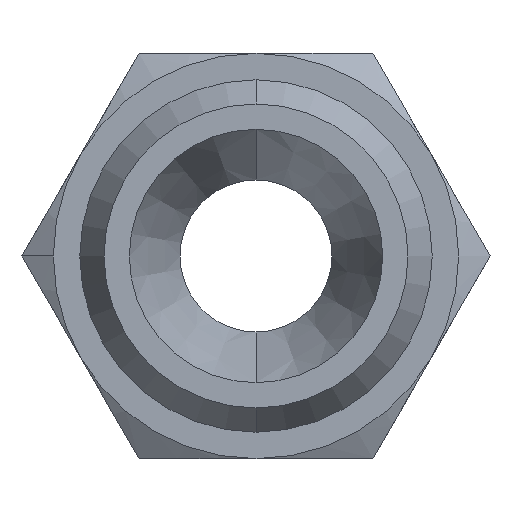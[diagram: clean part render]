
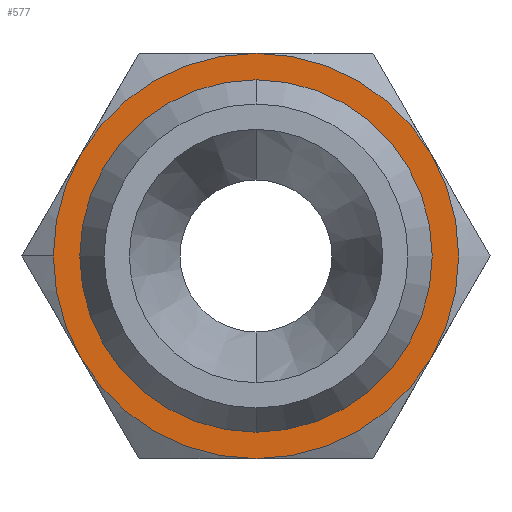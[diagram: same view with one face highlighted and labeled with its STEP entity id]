
A CAD part, front view. The second image highlights one B-rep face of the part: STEP entity #577.
In plain terms, the highlighted planar face has unit normal (0, -1, 0).
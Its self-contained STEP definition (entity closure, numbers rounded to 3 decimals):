
#38 = CARTESIAN_POINT ( 'NONE',  ( 0., 10., 0. ) ) ;
#41 = FACE_BOUND ( 'NONE', #305, .T. ) ;
#49 = VERTEX_POINT ( 'NONE', #94 ) ;
#50 = EDGE_CURVE ( 'NONE', #612, #670, #233, .T. ) ;
#71 = CARTESIAN_POINT ( 'NONE',  ( -10.392, 10., 6. ) ) ;
#76 = CIRCLE ( 'NONE', #856, 10.435 ) ;
#94 = CARTESIAN_POINT ( 'NONE',  ( 10.392, 10., 6. ) ) ;
#100 = CIRCLE ( 'NONE', #899, 12. ) ;
#109 = AXIS2_PLACEMENT_3D ( 'NONE', #1029, #466, #1125 ) ;
#111 = CIRCLE ( 'NONE', #319, 10.435 ) ;
#133 = DIRECTION ( 'NONE',  ( -1., 0., 0. ) ) ;
#180 = AXIS2_PLACEMENT_3D ( 'NONE', #268, #1128, #838 ) ;
#186 = EDGE_CURVE ( 'NONE', #340, #565, #100, .T. ) ;
#187 = VERTEX_POINT ( 'NONE', #949 ) ;
#216 = AXIS2_PLACEMENT_3D ( 'NONE', #443, #246, #1180 ) ;
#217 = DIRECTION ( 'NONE',  ( 0., 0., -1. ) ) ;
#228 = EDGE_CURVE ( 'NONE', #751, #187, #111, .T. ) ;
#233 = CIRCLE ( 'NONE', #109, 12. ) ;
#241 = DIRECTION ( 'NONE',  ( -1., 0., 0. ) ) ;
#243 = DIRECTION ( 'NONE',  ( 0., -1., 0. ) ) ;
#246 = DIRECTION ( 'NONE',  ( 0., -1., 0. ) ) ;
#251 = CIRCLE ( 'NONE', #780, 12. ) ;
#254 = AXIS2_PLACEMENT_3D ( 'NONE', #38, #243, #241 ) ;
#268 = CARTESIAN_POINT ( 'NONE',  ( 0., 10., 0. ) ) ;
#288 = DIRECTION ( 'NONE',  ( 0., 0., -1. ) ) ;
#292 = CIRCLE ( 'NONE', #254, 12. ) ;
#302 = CARTESIAN_POINT ( 'NONE',  ( 0., 10., 0. ) ) ;
#305 = EDGE_LOOP ( 'NONE', ( #873, #1102 ) ) ;
#319 = AXIS2_PLACEMENT_3D ( 'NONE', #302, #769, #217 ) ;
#323 = VERTEX_POINT ( 'NONE', #1164 ) ;
#332 = DIRECTION ( 'NONE',  ( 0., -1., 0. ) ) ;
#334 = CARTESIAN_POINT ( 'NONE',  ( 0., 10., 0. ) ) ;
#340 = VERTEX_POINT ( 'NONE', #1065 ) ;
#359 = CARTESIAN_POINT ( 'NONE',  ( 0., 10., 0. ) ) ;
#405 = CARTESIAN_POINT ( 'NONE',  ( -12., 10., 0. ) ) ;
#407 = EDGE_CURVE ( 'NONE', #764, #612, #1157, .T. ) ;
#443 = CARTESIAN_POINT ( 'NONE',  ( -12.144, 10., 12.144 ) ) ;
#452 = ORIENTED_EDGE ( 'NONE', *, *, #834, .T. ) ;
#462 = EDGE_CURVE ( 'NONE', #323, #340, #292, .T. ) ;
#466 = DIRECTION ( 'NONE',  ( 0., -1., 0. ) ) ;
#474 = DIRECTION ( 'NONE',  ( 0., -1., 0. ) ) ;
#488 = DIRECTION ( 'NONE',  ( 0., -1., 0. ) ) ;
#508 = FACE_OUTER_BOUND ( 'NONE', #1044, .T. ) ;
#543 = CARTESIAN_POINT ( 'NONE',  ( 0., 10., 12. ) ) ;
#562 = ORIENTED_EDGE ( 'NONE', *, *, #462, .T. ) ;
#565 = VERTEX_POINT ( 'NONE', #878 ) ;
#577 = ADVANCED_FACE ( 'NONE', ( #41, #508 ), #715, .T. ) ;
#595 = ORIENTED_EDGE ( 'NONE', *, *, #407, .T. ) ;
#603 = DIRECTION ( 'NONE',  ( -1., 0., 0. ) ) ;
#612 = VERTEX_POINT ( 'NONE', #71 ) ;
#626 = ORIENTED_EDGE ( 'NONE', *, *, #989, .T. ) ;
#630 = CIRCLE ( 'NONE', #180, 12. ) ;
#635 = DIRECTION ( 'NONE',  ( 0., -1., 0. ) ) ;
#661 = AXIS2_PLACEMENT_3D ( 'NONE', #1082, #332, #603 ) ;
#670 = VERTEX_POINT ( 'NONE', #405 ) ;
#715 = PLANE ( 'NONE',  #216 ) ;
#729 = ORIENTED_EDGE ( 'NONE', *, *, #882, .T. ) ;
#751 = VERTEX_POINT ( 'NONE', #831 ) ;
#764 = VERTEX_POINT ( 'NONE', #543 ) ;
#769 = DIRECTION ( 'NONE',  ( 0., -1., 0. ) ) ;
#780 = AXIS2_PLACEMENT_3D ( 'NONE', #359, #635, #1093 ) ;
#831 = CARTESIAN_POINT ( 'NONE',  ( 0., 10., -10.435 ) ) ;
#834 = EDGE_CURVE ( 'NONE', #670, #323, #630, .T. ) ;
#838 = DIRECTION ( 'NONE',  ( -1., 0., 0. ) ) ;
#840 = EDGE_CURVE ( 'NONE', #187, #751, #76, .T. ) ;
#856 = AXIS2_PLACEMENT_3D ( 'NONE', #1037, #474, #288 ) ;
#873 = ORIENTED_EDGE ( 'NONE', *, *, #840, .F. ) ;
#878 = CARTESIAN_POINT ( 'NONE',  ( 10.392, 10., -6. ) ) ;
#879 = DIRECTION ( 'NONE',  ( 0., -1., 0. ) ) ;
#882 = EDGE_CURVE ( 'NONE', #565, #49, #923, .T. ) ;
#899 = AXIS2_PLACEMENT_3D ( 'NONE', #1033, #488, #1129 ) ;
#923 = CIRCLE ( 'NONE', #1050, 12. ) ;
#949 = CARTESIAN_POINT ( 'NONE',  ( 0., 10., 10.435 ) ) ;
#989 = EDGE_CURVE ( 'NONE', #49, #764, #251, .T. ) ;
#1029 = CARTESIAN_POINT ( 'NONE',  ( 0., 10., 0. ) ) ;
#1033 = CARTESIAN_POINT ( 'NONE',  ( 0., 10., 0. ) ) ;
#1037 = CARTESIAN_POINT ( 'NONE',  ( 0., 10., 0. ) ) ;
#1044 = EDGE_LOOP ( 'NONE', ( #1057, #452, #562, #1185, #729, #626, #595 ) ) ;
#1050 = AXIS2_PLACEMENT_3D ( 'NONE', #334, #879, #133 ) ;
#1057 = ORIENTED_EDGE ( 'NONE', *, *, #50, .T. ) ;
#1065 = CARTESIAN_POINT ( 'NONE',  ( 0., 10., -12. ) ) ;
#1082 = CARTESIAN_POINT ( 'NONE',  ( 0., 10., 0. ) ) ;
#1093 = DIRECTION ( 'NONE',  ( -1., 0., 0. ) ) ;
#1102 = ORIENTED_EDGE ( 'NONE', *, *, #228, .F. ) ;
#1125 = DIRECTION ( 'NONE',  ( -1., 0., 0. ) ) ;
#1128 = DIRECTION ( 'NONE',  ( 0., -1., 0. ) ) ;
#1129 = DIRECTION ( 'NONE',  ( -1., 0., 0. ) ) ;
#1157 = CIRCLE ( 'NONE', #661, 12. ) ;
#1164 = CARTESIAN_POINT ( 'NONE',  ( -10.392, 10., -6. ) ) ;
#1180 = DIRECTION ( 'NONE',  ( 0., 0., -1. ) ) ;
#1185 = ORIENTED_EDGE ( 'NONE', *, *, #186, .T. ) ;
